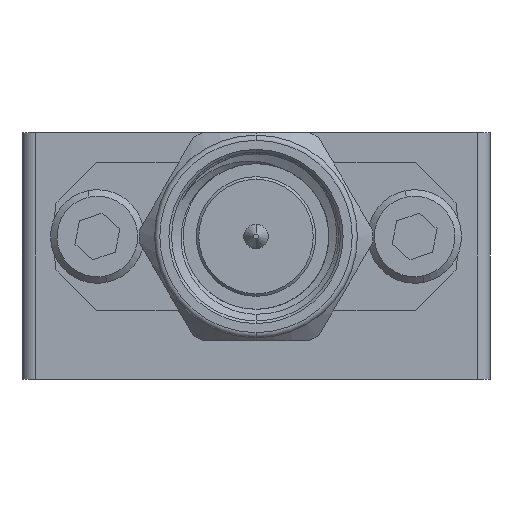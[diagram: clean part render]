
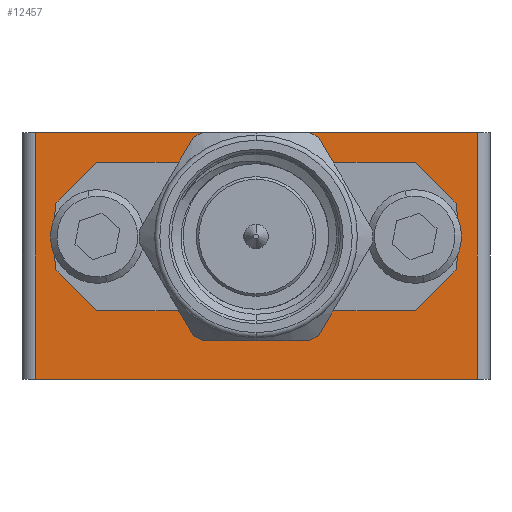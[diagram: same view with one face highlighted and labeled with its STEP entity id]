
A CAD part, left-side view. The second image highlights one B-rep face of the part: STEP entity #12457.
In plain terms, the highlighted planar face has unit normal (-1, 0, 0).
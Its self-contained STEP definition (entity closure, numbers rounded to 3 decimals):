
#5 = CARTESIAN_POINT ( 'NONE',  ( -31.183, 0.945, 3.15 ) ) ;
#27 = DIRECTION ( 'NONE',  ( -1., 0., 0. ) ) ;
#55 = ORIENTED_EDGE ( 'NONE', *, *, #14760, .F. ) ;
#124 = CARTESIAN_POINT ( 'NONE',  ( -31.183, -2.955, 1.639 ) ) ;
#133 = EDGE_CURVE ( 'NONE', #11011, #14378, #8835, .T. ) ;
#150 = LINE ( 'NONE', #8581, #6155 ) ;
#196 = EDGE_CURVE ( 'NONE', #13845, #13634, #6075, .T. ) ;
#588 = DIRECTION ( 'NONE',  ( 0., 0., 1. ) ) ;
#801 = EDGE_CURVE ( 'NONE', #9578, #16585, #16845, .T. ) ;
#836 = AXIS2_PLACEMENT_3D ( 'NONE', #2177, #3374, #588 ) ;
#1190 = CARTESIAN_POINT ( 'NONE',  ( -31.183, 0.145, -0.85 ) ) ;
#1369 = ORIENTED_EDGE ( 'NONE', *, *, #15216, .F. ) ;
#1415 = DIRECTION ( 'NONE',  ( 0., 0., 1. ) ) ;
#1735 = EDGE_CURVE ( 'NONE', #5826, #8872, #11248, .T. ) ;
#1786 = EDGE_CURVE ( 'NONE', #16585, #5942, #14127, .T. ) ;
#1810 = ORIENTED_EDGE ( 'NONE', *, *, #12325, .F. ) ;
#2151 = EDGE_CURVE ( 'NONE', #14378, #11011, #15414, .T. ) ;
#2177 = CARTESIAN_POINT ( 'NONE',  ( -31.183, -2.955, 0.75 ) ) ;
#2212 = ORIENTED_EDGE ( 'NONE', *, *, #13937, .F. ) ;
#2444 = CARTESIAN_POINT ( 'NONE',  ( -31.183, 9.245, 0.75 ) ) ;
#2629 = FACE_BOUND ( 'NONE', #8973, .T. ) ;
#2682 = CARTESIAN_POINT ( 'NONE',  ( -31.183, -5.355, 4.75 ) ) ;
#3036 = EDGE_LOOP ( 'NONE', ( #4707, #6667 ) ) ;
#3113 = CARTESIAN_POINT ( 'NONE',  ( -31.183, 9.245, 1.639 ) ) ;
#3306 = VERTEX_POINT ( 'NONE', #17360 ) ;
#3374 = DIRECTION ( 'NONE',  ( -1., 0., 0. ) ) ;
#3501 = VECTOR ( 'NONE', #14890, 1000. ) ;
#3516 = CARTESIAN_POINT ( 'NONE',  ( -31.183, 6.145, -0.85 ) ) ;
#3666 = AXIS2_PLACEMENT_3D ( 'NONE', #10142, #5783, #1415 ) ;
#4109 = FACE_OUTER_BOUND ( 'NONE', #7495, .T. ) ;
#4211 = CIRCLE ( 'NONE', #10730, 0.8 ) ;
#4360 = DIRECTION ( 'NONE',  ( -1., 0., 0. ) ) ;
#4501 = ORIENTED_EDGE ( 'NONE', *, *, #196, .T. ) ;
#4671 = EDGE_CURVE ( 'NONE', #8389, #9578, #8064, .T. ) ;
#4707 = ORIENTED_EDGE ( 'NONE', *, *, #133, .F. ) ;
#4741 = AXIS2_PLACEMENT_3D ( 'NONE', #2444, #6434, #16633 ) ;
#4962 = CARTESIAN_POINT ( 'NONE',  ( -31.183, -5.355, -4.75 ) ) ;
#5143 = CARTESIAN_POINT ( 'NONE',  ( -31.183, 0.945, 3.15 ) ) ;
#5210 = DIRECTION ( 'NONE',  ( -1., 0., 0. ) ) ;
#5399 = FACE_BOUND ( 'NONE', #10636, .T. ) ;
#5440 = CIRCLE ( 'NONE', #10187, 0.889 ) ;
#5561 = DIRECTION ( 'NONE',  ( 0., 0., 1. ) ) ;
#5695 = CARTESIAN_POINT ( 'NONE',  ( -31.183, 5.345, 2.35 ) ) ;
#5783 = DIRECTION ( 'NONE',  ( -1., 0., 0. ) ) ;
#5826 = VERTEX_POINT ( 'NONE', #10860 ) ;
#5917 = VERTEX_POINT ( 'NONE', #8611 ) ;
#5942 = VERTEX_POINT ( 'NONE', #14286 ) ;
#6075 = LINE ( 'NONE', #4962, #3501 ) ;
#6155 = VECTOR ( 'NONE', #7109, 1000. ) ;
#6167 = ORIENTED_EDGE ( 'NONE', *, *, #7243, .F. ) ;
#6170 = ORIENTED_EDGE ( 'NONE', *, *, #15716, .F. ) ;
#6289 = ORIENTED_EDGE ( 'NONE', *, *, #1735, .F. ) ;
#6434 = DIRECTION ( 'NONE',  ( -1., 0., 0. ) ) ;
#6667 = ORIENTED_EDGE ( 'NONE', *, *, #2151, .F. ) ;
#6928 = DIRECTION ( 'NONE',  ( -1., 0., 0. ) ) ;
#7109 = DIRECTION ( 'NONE',  ( 0., 0., 1. ) ) ;
#7243 = EDGE_CURVE ( 'NONE', #13121, #13099, #4211, .T. ) ;
#7483 = AXIS2_PLACEMENT_3D ( 'NONE', #8094, #8269, #15426 ) ;
#7495 = EDGE_LOOP ( 'NONE', ( #12599, #10347, #55, #4501 ) ) ;
#7624 = CARTESIAN_POINT ( 'NONE',  ( -31.183, 5.345, -0.85 ) ) ;
#7637 = DIRECTION ( 'NONE',  ( 0., 0., -1. ) ) ;
#8064 = LINE ( 'NONE', #1190, #8336 ) ;
#8094 = CARTESIAN_POINT ( 'NONE',  ( -31.183, -5.355, -4.75 ) ) ;
#8269 = DIRECTION ( 'NONE',  ( 1., 0., 0. ) ) ;
#8336 = VECTOR ( 'NONE', #10854, 1000. ) ;
#8389 = VERTEX_POINT ( 'NONE', #16015 ) ;
#8581 = CARTESIAN_POINT ( 'NONE',  ( -31.183, 11.645, -4.75 ) ) ;
#8611 = CARTESIAN_POINT ( 'NONE',  ( -31.183, 6.145, 2.35 ) ) ;
#8719 = EDGE_CURVE ( 'NONE', #15663, #8389, #11070, .T. ) ;
#8769 = LINE ( 'NONE', #17040, #15268 ) ;
#8829 = DIRECTION ( 'NONE',  ( -1., 0., 0. ) ) ;
#8835 = CIRCLE ( 'NONE', #836, 0.889 ) ;
#8872 = VERTEX_POINT ( 'NONE', #3113 ) ;
#8963 = CARTESIAN_POINT ( 'NONE',  ( -31.183, 0.945, -1.65 ) ) ;
#8973 = EDGE_LOOP ( 'NONE', ( #6170, #6167, #1810, #1369, #11570, #9634, #10466, #17051 ) ) ;
#9139 = AXIS2_PLACEMENT_3D ( 'NONE', #17836, #5210, #13747 ) ;
#9356 = VECTOR ( 'NONE', #10271, 1000. ) ;
#9578 = VERTEX_POINT ( 'NONE', #16478 ) ;
#9634 = ORIENTED_EDGE ( 'NONE', *, *, #801, .F. ) ;
#9670 = CARTESIAN_POINT ( 'NONE',  ( -31.183, -2.955, -0.139 ) ) ;
#9760 = PLANE ( 'NONE',  #7483 ) ;
#10025 = CARTESIAN_POINT ( 'NONE',  ( -31.183, 11.645, 4.75 ) ) ;
#10142 = CARTESIAN_POINT ( 'NONE',  ( -31.183, 0.945, -0.85 ) ) ;
#10187 = AXIS2_PLACEMENT_3D ( 'NONE', #15105, #6928, #10833 ) ;
#10271 = DIRECTION ( 'NONE',  ( 0., -1., 0. ) ) ;
#10347 = ORIENTED_EDGE ( 'NONE', *, *, #12214, .F. ) ;
#10353 = DIRECTION ( 'NONE',  ( 0., 1., 0. ) ) ;
#10466 = ORIENTED_EDGE ( 'NONE', *, *, #4671, .F. ) ;
#10636 = EDGE_LOOP ( 'NONE', ( #2212, #6289 ) ) ;
#10637 = EDGE_CURVE ( 'NONE', #13634, #18367, #8769, .T. ) ;
#10730 = AXIS2_PLACEMENT_3D ( 'NONE', #7624, #8829, #15899 ) ;
#10833 = DIRECTION ( 'NONE',  ( 0., 0., 1. ) ) ;
#10854 = DIRECTION ( 'NONE',  ( 0., 0., 1. ) ) ;
#10860 = CARTESIAN_POINT ( 'NONE',  ( -31.183, 9.245, -0.139 ) ) ;
#11011 = VERTEX_POINT ( 'NONE', #124 ) ;
#11061 = FACE_BOUND ( 'NONE', #3036, .T. ) ;
#11070 = CIRCLE ( 'NONE', #3666, 0.8 ) ;
#11248 = CIRCLE ( 'NONE', #4741, 0.889 ) ;
#11407 = CIRCLE ( 'NONE', #18228, 0.8 ) ;
#11411 = CARTESIAN_POINT ( 'NONE',  ( -31.183, -2.955, 0.75 ) ) ;
#11570 = ORIENTED_EDGE ( 'NONE', *, *, #1786, .F. ) ;
#12087 = CARTESIAN_POINT ( 'NONE',  ( -31.183, 6.145, -0.85 ) ) ;
#12214 = EDGE_CURVE ( 'NONE', #3306, #18367, #150, .T. ) ;
#12325 = EDGE_CURVE ( 'NONE', #5917, #13121, #15066, .T. ) ;
#12457 = ADVANCED_FACE ( 'NONE', ( #4109, #5399, #11061, #2629 ), #9760, .F. ) ;
#12599 = ORIENTED_EDGE ( 'NONE', *, *, #10637, .T. ) ;
#12611 = CARTESIAN_POINT ( 'NONE',  ( -31.183, -5.355, -4.75 ) ) ;
#12660 = VECTOR ( 'NONE', #7637, 1000. ) ;
#12841 = DIRECTION ( 'NONE',  ( 0., 0., 1. ) ) ;
#13099 = VERTEX_POINT ( 'NONE', #14841 ) ;
#13121 = VERTEX_POINT ( 'NONE', #3516 ) ;
#13634 = VERTEX_POINT ( 'NONE', #2682 ) ;
#13747 = DIRECTION ( 'NONE',  ( 0., 0., 1. ) ) ;
#13845 = VERTEX_POINT ( 'NONE', #16310 ) ;
#13937 = EDGE_CURVE ( 'NONE', #8872, #5826, #5440, .T. ) ;
#14127 = LINE ( 'NONE', #5, #17483 ) ;
#14194 = LINE ( 'NONE', #12611, #18220 ) ;
#14286 = CARTESIAN_POINT ( 'NONE',  ( -31.183, 5.345, 3.15 ) ) ;
#14378 = VERTEX_POINT ( 'NONE', #9670 ) ;
#14760 = EDGE_CURVE ( 'NONE', #13845, #3306, #14194, .T. ) ;
#14841 = CARTESIAN_POINT ( 'NONE',  ( -31.183, 5.345, -1.65 ) ) ;
#14890 = DIRECTION ( 'NONE',  ( 0., 0., 1. ) ) ;
#15066 = LINE ( 'NONE', #12087, #12660 ) ;
#15105 = CARTESIAN_POINT ( 'NONE',  ( -31.183, 9.245, 0.75 ) ) ;
#15216 = EDGE_CURVE ( 'NONE', #5942, #5917, #11407, .T. ) ;
#15268 = VECTOR ( 'NONE', #10353, 1000. ) ;
#15414 = CIRCLE ( 'NONE', #17196, 0.889 ) ;
#15426 = DIRECTION ( 'NONE',  ( 0., 1., 0. ) ) ;
#15663 = VERTEX_POINT ( 'NONE', #8963 ) ;
#15716 = EDGE_CURVE ( 'NONE', #13099, #15663, #17330, .T. ) ;
#15843 = CARTESIAN_POINT ( 'NONE',  ( -31.183, 0.945, -1.65 ) ) ;
#15899 = DIRECTION ( 'NONE',  ( 0., 0., 1. ) ) ;
#16015 = CARTESIAN_POINT ( 'NONE',  ( -31.183, 0.145, -0.85 ) ) ;
#16310 = CARTESIAN_POINT ( 'NONE',  ( -31.183, -5.355, -4.75 ) ) ;
#16478 = CARTESIAN_POINT ( 'NONE',  ( -31.183, 0.145, 2.35 ) ) ;
#16585 = VERTEX_POINT ( 'NONE', #5143 ) ;
#16633 = DIRECTION ( 'NONE',  ( 0., 0., 1. ) ) ;
#16845 = CIRCLE ( 'NONE', #9139, 0.8 ) ;
#16906 = DIRECTION ( 'NONE',  ( 0., 1., 0. ) ) ;
#17040 = CARTESIAN_POINT ( 'NONE',  ( -31.183, -5.355, 4.75 ) ) ;
#17051 = ORIENTED_EDGE ( 'NONE', *, *, #8719, .F. ) ;
#17196 = AXIS2_PLACEMENT_3D ( 'NONE', #11411, #4360, #5561 ) ;
#17330 = LINE ( 'NONE', #15843, #9356 ) ;
#17360 = CARTESIAN_POINT ( 'NONE',  ( -31.183, 11.645, -4.75 ) ) ;
#17483 = VECTOR ( 'NONE', #16906, 1000. ) ;
#17836 = CARTESIAN_POINT ( 'NONE',  ( -31.183, 0.945, 2.35 ) ) ;
#18220 = VECTOR ( 'NONE', #18281, 1000. ) ;
#18228 = AXIS2_PLACEMENT_3D ( 'NONE', #5695, #27, #12841 ) ;
#18281 = DIRECTION ( 'NONE',  ( 0., 1., 0. ) ) ;
#18367 = VERTEX_POINT ( 'NONE', #10025 ) ;
